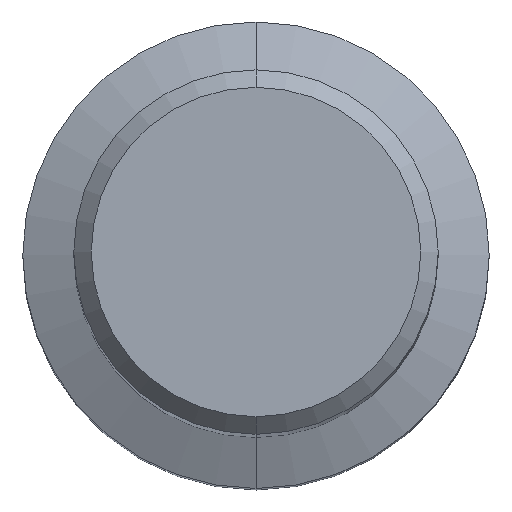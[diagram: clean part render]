
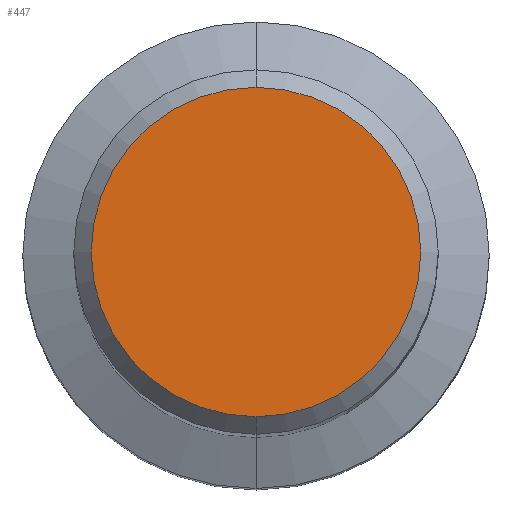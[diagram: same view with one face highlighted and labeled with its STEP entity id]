
A CAD part, top view. The second image highlights one B-rep face of the part: STEP entity #447.
In plain terms, the highlighted planar face has unit normal (0, 0, 1).
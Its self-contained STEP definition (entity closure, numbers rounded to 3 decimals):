
#317=EDGE_CURVE('',#369,#363,#683,.T.);
#363=VERTEX_POINT('',#738);
#369=VERTEX_POINT('',#745);
#425=EDGE_CURVE('',#363,#369,#805,.T.);
#447=ADVANCED_FACE('',(#829),#830,.T.);
#683=CIRCLE('',#1176,5.65);
#738=CARTESIAN_POINT('',(0.,-5.65,0.0));
#745=CARTESIAN_POINT('',(0.0,5.65,0.0));
#805=CIRCLE('',#1439,5.65);
#829=FACE_OUTER_BOUND('',#1506,.T.);
#830=PLANE('',#1507);
#1176=AXIS2_PLACEMENT_3D('',#1824,#1825,#1826);
#1439=AXIS2_PLACEMENT_3D('',#1995,#1996,#1997);
#1506=EDGE_LOOP('',(#2020,#2021));
#1507=AXIS2_PLACEMENT_3D('',#2022,#2023,#2024);
#1824=CARTESIAN_POINT('',(0.0,0.0,0.0));
#1825=DIRECTION('',(0.0,0.0,-1.0));
#1826=DIRECTION('',(0.0,1.0,0.0));
#1995=CARTESIAN_POINT('',(0.0,0.0,0.0));
#1996=DIRECTION('',(0.0,0.0,-1.0));
#1997=DIRECTION('',(0.0,1.0,0.0));
#2020=ORIENTED_EDGE('',*,*,#317,.F.);
#2021=ORIENTED_EDGE('',*,*,#425,.F.);
#2022=CARTESIAN_POINT('',(0.0,2.825,0.0));
#2023=DIRECTION('',(-0.0,0.0,1.0));
#2024=DIRECTION('',(0.0,-1.0,0.0));
